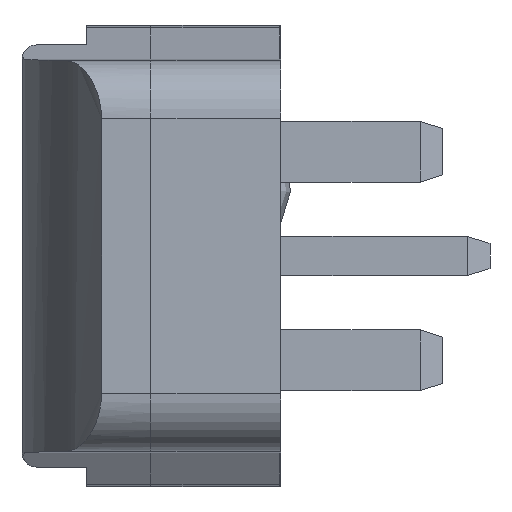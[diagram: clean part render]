
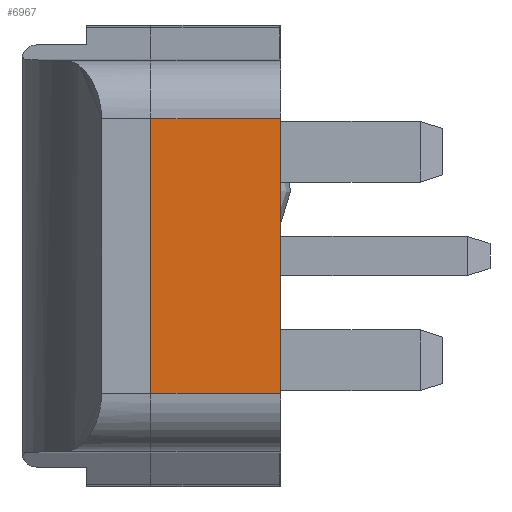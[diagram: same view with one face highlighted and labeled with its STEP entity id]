
A CAD part, left-side view. The second image highlights one B-rep face of the part: STEP entity #6967.
In plain terms, the highlighted planar face has unit normal (-1, 0, 0).
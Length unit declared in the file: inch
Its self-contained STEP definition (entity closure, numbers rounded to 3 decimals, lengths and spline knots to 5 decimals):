
#344 = ORIENTED_EDGE ( 'NONE', *, *, #8331, .F. ) ;
#504 = LINE ( 'NONE', #572, #12114 ) ;
#572 = CARTESIAN_POINT ( 'NONE',  ( -0.887, 0.54134, 0.575 ) ) ;
#605 = VERTEX_POINT ( 'NONE', #6845 ) ;
#810 = CARTESIAN_POINT ( 'NONE',  ( -0.887, -0.54134, 0.575 ) ) ;
#932 = ORIENTED_EDGE ( 'NONE', *, *, #3633, .F. ) ;
#1231 = CARTESIAN_POINT ( 'NONE',  ( -0.887, 0.00249, 0.575 ) ) ;
#1426 = VERTEX_POINT ( 'NONE', #11634 ) ;
#1860 = VECTOR ( 'NONE', #4290, 39.37008 ) ;
#2238 = EDGE_CURVE ( 'NONE', #3865, #12920, #12134, .T. ) ;
#2436 = EDGE_LOOP ( 'NONE', ( #932, #11192, #8590, #344 ) ) ;
#3179 = DIRECTION ( 'NONE',  ( 0., 0., -1. ) ) ;
#3196 = DIRECTION ( 'NONE',  ( 0., -1., 0. ) ) ;
#3633 = EDGE_CURVE ( 'NONE', #605, #1426, #8519, .T. ) ;
#3791 = CARTESIAN_POINT ( 'NONE',  ( -0.887, -0.54134, 0.575 ) ) ;
#3865 = VERTEX_POINT ( 'NONE', #6115 ) ;
#4290 = DIRECTION ( 'NONE',  ( 0., 0., 1. ) ) ;
#4811 = DIRECTION ( 'NONE',  ( 0., 0., 1. ) ) ;
#5338 = PLANE ( 'NONE',  #6377 ) ;
#5532 = VECTOR ( 'NONE', #4811, 39.37008 ) ;
#6115 = CARTESIAN_POINT ( 'NONE',  ( -0.887, -0.54134, -0.575 ) ) ;
#6355 = DIRECTION ( 'NONE',  ( 1., 0., 0. ) ) ;
#6377 = AXIS2_PLACEMENT_3D ( 'NONE', #10379, #6355, #3179 ) ;
#6845 = CARTESIAN_POINT ( 'NONE',  ( -0.887, 0.00249, -0.575 ) ) ;
#6967 = ADVANCED_FACE ( 'NONE', ( #12407 ), #5338, .F. ) ;
#8331 = EDGE_CURVE ( 'NONE', #1426, #12920, #504, .T. ) ;
#8519 = LINE ( 'NONE', #1231, #1860 ) ;
#8590 = ORIENTED_EDGE ( 'NONE', *, *, #2238, .T. ) ;
#10379 = CARTESIAN_POINT ( 'NONE',  ( -0.887, 0.54134, 0.575 ) ) ;
#10404 = EDGE_CURVE ( 'NONE', #605, #3865, #10665, .T. ) ;
#10665 = LINE ( 'NONE', #11468, #13236 ) ;
#11192 = ORIENTED_EDGE ( 'NONE', *, *, #10404, .T. ) ;
#11468 = CARTESIAN_POINT ( 'NONE',  ( -0.887, 0.54134, -0.575 ) ) ;
#11634 = CARTESIAN_POINT ( 'NONE',  ( -0.887, 0.00249, 0.575 ) ) ;
#12114 = VECTOR ( 'NONE', #12803, 39.37008 ) ;
#12134 = LINE ( 'NONE', #3791, #5532 ) ;
#12407 = FACE_OUTER_BOUND ( 'NONE', #2436, .T. ) ;
#12803 = DIRECTION ( 'NONE',  ( 0., -1., 0. ) ) ;
#12920 = VERTEX_POINT ( 'NONE', #810 ) ;
#13236 = VECTOR ( 'NONE', #3196, 39.37008 ) ;
